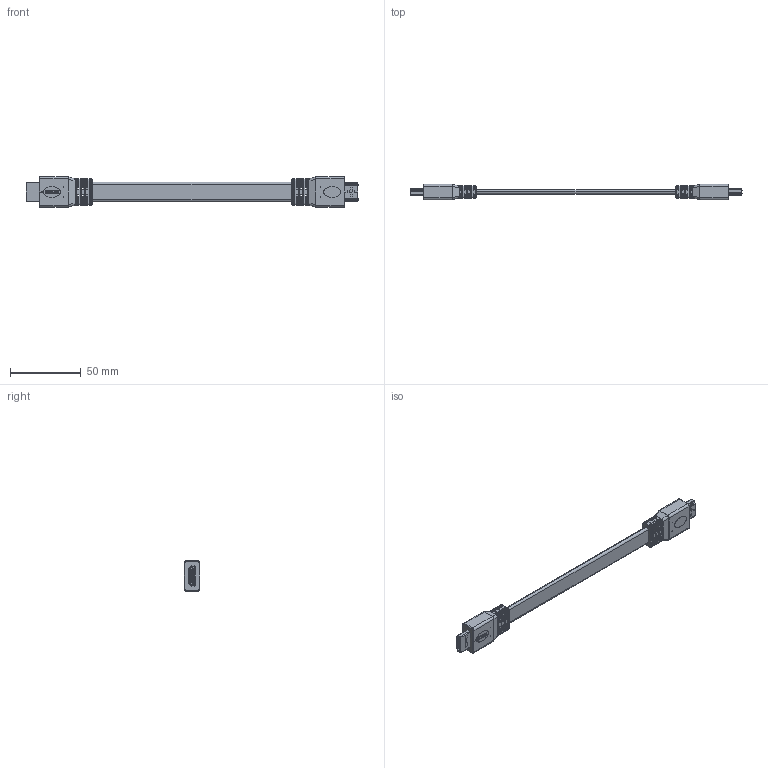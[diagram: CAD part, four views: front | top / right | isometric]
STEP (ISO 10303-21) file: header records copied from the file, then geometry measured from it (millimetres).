
FILE_DESCRIPTION (( 'STEP AP214' ), '1' );
FILE_NAME ('VHA00012.STEP', '2018-11-14T19:43:32', ( '' ), ( '' ), 'SwSTEP 2.0', 'SolidWorks 2017', '' );
FILE_SCHEMA (( 'AUTOMOTIVE_DESIGN' ));
Length unit declared in the file: inch
Products named in the file (6): VHA00012-MA1; 1AH05-013-MA1___; 1AH05-013___; VHA00012; VHA00012-MA3; 1AH05-013-MA2___
Assembly tree (7 placements, depth 3):
  VHA00012
    VHA00012-MA3
    VHA00012-MA1  x2
    1AH05-013___  x2
      1AH05-013-MA2___
      1AH05-013-MA1___
Bounding box: 235.41 x 11 x 21.59 mm (x, y, z)
Volume: 19392.4 mm3; surface area: 19638.8 mm2
Topology: 45 solids, 45 shells, 4625 faces, 12195 edges, 8044 vertices
Faces by surface type: plane 3844, cylinder 591, bspline 154, torus 36
Entity records: 82258 total; most frequent: CARTESIAN_POINT 16691, ORIENTED_EDGE 12210, DIRECTION 11055, EDGE_CURVE 6105, LINE 5313, VECTOR 5313, VERTEX_POINT 4027, AXIS2_PLACEMENT_3D 2871
